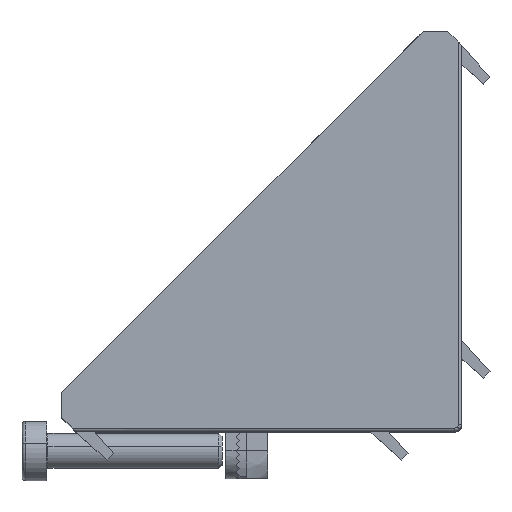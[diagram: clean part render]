
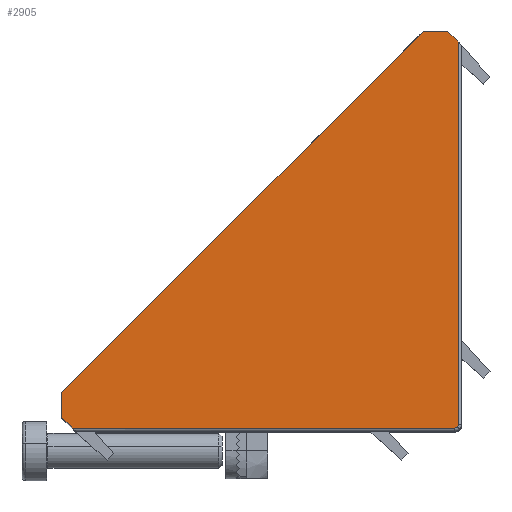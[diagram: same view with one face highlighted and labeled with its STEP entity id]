
A CAD part, top view. The second image highlights one B-rep face of the part: STEP entity #2905.
In plain terms, the highlighted planar face has unit normal (0.012, -0.012, 1).
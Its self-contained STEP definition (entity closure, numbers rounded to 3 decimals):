
#21 = VECTOR ( 'NONE', #14144, 1000. ) ;
#254 = ORIENTED_EDGE ( 'NONE', *, *, #10563, .T. ) ;
#288 = VERTEX_POINT ( 'NONE', #1281 ) ;
#592 = LINE ( 'NONE', #18760, #11731 ) ;
#650 =( BOUNDED_CURVE ( )  B_SPLINE_CURVE ( 3, ( #13683, #6370, #3598, #13748 ),
 .UNSPECIFIED., .F., .F. ) 
 B_SPLINE_CURVE_WITH_KNOTS ( ( 4, 4 ),
 ( 5.498, 6.283 ),
 .UNSPECIFIED. ) 
 CURVE ( )  GEOMETRIC_REPRESENTATION_ITEM ( )  RATIONAL_B_SPLINE_CURVE ( ( 1., 0.949, 0.949, 1. ) ) 
 REPRESENTATION_ITEM ( '' )  );
#1241 = EDGE_CURVE ( 'NONE', #13933, #1362, #11240, .T. ) ;
#1272 = VECTOR ( 'NONE', #17275, 1000. ) ;
#1281 = CARTESIAN_POINT ( 'NONE',  ( -57., 2., 28.957 ) ) ;
#1285 = CARTESIAN_POINT ( 'NONE',  ( -0.545, 0.735, 28.244 ) ) ;
#1329 = ORIENTED_EDGE ( 'NONE', *, *, #12234, .T. ) ;
#1362 = VERTEX_POINT ( 'NONE', #2497 ) ;
#1388 = DIRECTION ( 'NONE',  ( -1., 0., 0.012 ) ) ;
#1547 =( BOUNDED_CURVE ( )  B_SPLINE_CURVE ( 3, ( #9998, #1285, #7122, #17248 ),
 .UNSPECIFIED., .F., .F. ) 
 B_SPLINE_CURVE_WITH_KNOTS ( ( 4, 4 ),
 ( 0., 0.785 ),
 .UNSPECIFIED. ) 
 CURVE ( )  GEOMETRIC_REPRESENTATION_ITEM ( )  RATIONAL_B_SPLINE_CURVE ( ( 1., 0.949, 0.949, 1. ) ) 
 REPRESENTATION_ITEM ( '' )  );
#2109 = VECTOR ( 'NONE', #14119, 1000. ) ;
#2131 = VECTOR ( 'NONE', #17662, 1000. ) ;
#2497 = CARTESIAN_POINT ( 'NONE',  ( -0.494, 55.494, 28.92 ) ) ;
#2783 = AXIS2_PLACEMENT_3D ( 'NONE', #15813, #18646, #18723 ) ;
#2905 = ADVANCED_FACE ( 'NONE', ( #3518 ), #8608, .T. ) ;
#3518 = FACE_OUTER_BOUND ( 'NONE', #12482, .T. ) ;
#3598 = CARTESIAN_POINT ( 'NONE',  ( -0.735, 0.545, 28.244 ) ) ;
#3954 = ORIENTED_EDGE ( 'NONE', *, *, #17399, .T. ) ;
#4161 = ORIENTED_EDGE ( 'NONE', *, *, #9658, .T. ) ;
#4248 = VERTEX_POINT ( 'NONE', #16180 ) ;
#5670 = ORIENTED_EDGE ( 'NONE', *, *, #15940, .T. ) ;
#5724 = VERTEX_POINT ( 'NONE', #16942 ) ;
#5806 = VERTEX_POINT ( 'NONE', #17052 ) ;
#6293 = VERTEX_POINT ( 'NONE', #9207 ) ;
#6370 = CARTESIAN_POINT ( 'NONE',  ( -0.859, 0.494, 28.245 ) ) ;
#6580 = EDGE_CURVE ( 'NONE', #5724, #13933, #1547, .T. ) ;
#7122 = CARTESIAN_POINT ( 'NONE',  ( -0.494, 0.859, 28.245 ) ) ;
#8380 = VERTEX_POINT ( 'NONE', #13844 ) ;
#8490 = LINE ( 'NONE', #17172, #11910 ) ;
#8608 = PLANE ( 'NONE',  #2783 ) ;
#9157 = ORIENTED_EDGE ( 'NONE', *, *, #16683, .T. ) ;
#9207 = CARTESIAN_POINT ( 'NONE',  ( -2., 57., 28.957 ) ) ;
#9611 = LINE ( 'NONE', #13395, #2131 ) ;
#9658 = EDGE_CURVE ( 'NONE', #5806, #288, #17510, .T. ) ;
#9998 = CARTESIAN_POINT ( 'NONE',  ( -0.64, 0.64, 28.244 ) ) ;
#10563 = EDGE_CURVE ( 'NONE', #8380, #4248, #11618, .T. ) ;
#10860 = CARTESIAN_POINT ( 'NONE',  ( -5.5, 57., 29. ) ) ;
#11086 = LINE ( 'NONE', #15210, #18778 ) ;
#11240 = LINE ( 'NONE', #18601, #1272 ) ;
#11618 = LINE ( 'NONE', #15602, #21 ) ;
#11731 = VECTOR ( 'NONE', #1388, 1000. ) ;
#11910 = VECTOR ( 'NONE', #15788, 1000. ) ;
#12234 = EDGE_CURVE ( 'NONE', #6293, #18413, #592, .T. ) ;
#12321 = DIRECTION ( 'NONE',  ( -0.707, -0.707, 0. ) ) ;
#12482 = EDGE_LOOP ( 'NONE', ( #3954, #254, #5670, #13413, #18799, #9157, #1329, #16850, #4161 ) ) ;
#12536 = CARTESIAN_POINT ( 'NONE',  ( -0.494, 0.994, 28.247 ) ) ;
#13395 = CARTESIAN_POINT ( 'NONE',  ( -55.001, 0.001, 28.907 ) ) ;
#13413 = ORIENTED_EDGE ( 'NONE', *, *, #6580, .T. ) ;
#13683 = CARTESIAN_POINT ( 'NONE',  ( -0.994, 0.494, 28.247 ) ) ;
#13748 = CARTESIAN_POINT ( 'NONE',  ( -0.64, 0.64, 28.244 ) ) ;
#13844 = CARTESIAN_POINT ( 'NONE',  ( -55.494, 0.494, 28.92 ) ) ;
#13933 = VERTEX_POINT ( 'NONE', #12536 ) ;
#14119 = DIRECTION ( 'NONE',  ( 0., -1., -0.012 ) ) ;
#14144 = DIRECTION ( 'NONE',  ( 1., 0., -0.012 ) ) ;
#14219 = EDGE_CURVE ( 'NONE', #18413, #5806, #11086, .T. ) ;
#15210 = CARTESIAN_POINT ( 'NONE',  ( -5.5, 57., 29. ) ) ;
#15602 = CARTESIAN_POINT ( 'NONE',  ( -5.509, 0.494, 28.303 ) ) ;
#15788 = DIRECTION ( 'NONE',  ( -0.707, 0.707, 0.017 ) ) ;
#15813 = CARTESIAN_POINT ( 'NONE',  ( -5.5, 57., 29. ) ) ;
#15940 = EDGE_CURVE ( 'NONE', #4248, #5724, #650, .T. ) ;
#16180 = CARTESIAN_POINT ( 'NONE',  ( -0.994, 0.494, 28.247 ) ) ;
#16683 = EDGE_CURVE ( 'NONE', #1362, #6293, #8490, .T. ) ;
#16850 = ORIENTED_EDGE ( 'NONE', *, *, #14219, .T. ) ;
#16942 = CARTESIAN_POINT ( 'NONE',  ( -0.64, 0.64, 28.244 ) ) ;
#16975 = CARTESIAN_POINT ( 'NONE',  ( -57., 56.992, 29.636 ) ) ;
#17052 = CARTESIAN_POINT ( 'NONE',  ( -57., 5.5, 29. ) ) ;
#17172 = CARTESIAN_POINT ( 'NONE',  ( -2.001, 57.001, 28.957 ) ) ;
#17248 = CARTESIAN_POINT ( 'NONE',  ( -0.494, 0.994, 28.247 ) ) ;
#17275 = DIRECTION ( 'NONE',  ( 0., 1., 0.012 ) ) ;
#17399 = EDGE_CURVE ( 'NONE', #288, #8380, #9611, .T. ) ;
#17510 = LINE ( 'NONE', #16975, #2109 ) ;
#17662 = DIRECTION ( 'NONE',  ( 0.707, -0.707, -0.017 ) ) ;
#18413 = VERTEX_POINT ( 'NONE', #10860 ) ;
#18601 = CARTESIAN_POINT ( 'NONE',  ( -0.494, 57.001, 28.938 ) ) ;
#18646 = DIRECTION ( 'NONE',  ( 0.012, -0.012, 1. ) ) ;
#18723 = DIRECTION ( 'NONE',  ( 1., 0., -0.012 ) ) ;
#18760 = CARTESIAN_POINT ( 'NONE',  ( -5.5, 57., 29. ) ) ;
#18778 = VECTOR ( 'NONE', #12321, 1000. ) ;
#18799 = ORIENTED_EDGE ( 'NONE', *, *, #1241, .T. ) ;
